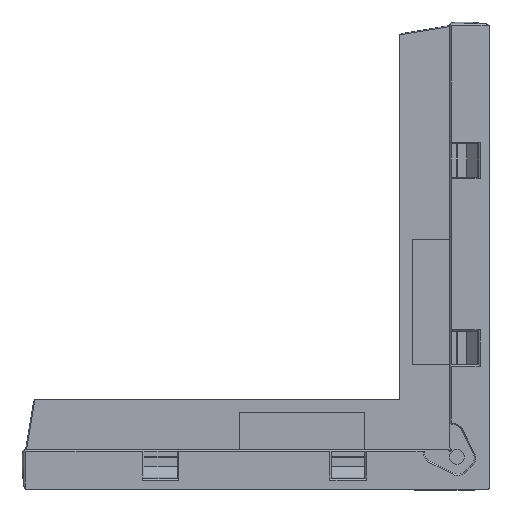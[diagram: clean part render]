
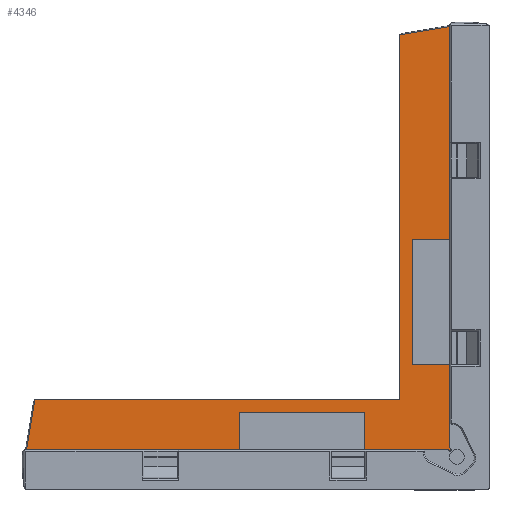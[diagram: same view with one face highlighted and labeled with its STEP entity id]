
A CAD part, top view. The second image highlights one B-rep face of the part: STEP entity #4346.
In plain terms, the highlighted planar face has unit normal (0, 0, 1).
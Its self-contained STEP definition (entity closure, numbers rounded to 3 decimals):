
#150=PLANE('',#4671);
#443=FACE_OUTER_BOUND('',#694,.T.);
#694=EDGE_LOOP('',(#3735,#3736,#3737,#3738,#3739,#3740,#3741,#3742,#3743,
#3744,#3745,#3746,#3747,#3748,#3749,#3750,#3751));
#1061=LINE('',#6790,#1554);
#1065=LINE('',#6798,#1558);
#1124=LINE('',#7116,#1617);
#1170=LINE('',#7402,#1663);
#1176=LINE('',#7413,#1669);
#1177=LINE('',#7415,#1670);
#1178=LINE('',#7416,#1671);
#1179=LINE('',#7424,#1672);
#1180=LINE('',#7426,#1673);
#1181=LINE('',#7428,#1674);
#1182=LINE('',#7430,#1675);
#1183=LINE('',#7431,#1676);
#1184=LINE('',#7433,#1677);
#1185=LINE('',#7434,#1678);
#1554=VECTOR('',#5383,10.);
#1558=VECTOR('',#5387,10.);
#1617=VECTOR('',#5508,10.);
#1663=VECTOR('',#5600,10.);
#1669=VECTOR('',#5610,10.);
#1670=VECTOR('',#5611,10.);
#1671=VECTOR('',#5612,10.);
#1672=VECTOR('',#5619,10.);
#1673=VECTOR('',#5620,10.);
#1674=VECTOR('',#5621,10.);
#1675=VECTOR('',#5622,10.);
#1676=VECTOR('',#5623,10.);
#1677=VECTOR('',#5624,10.);
#1678=VECTOR('',#5625,10.);
#1841=CIRCLE('',#4672,0.75);
#1842=CIRCLE('',#4673,0.3);
#1843=CIRCLE('',#4674,0.75);
#2074=VERTEX_POINT('',#6787);
#2075=VERTEX_POINT('',#6789);
#2078=VERTEX_POINT('',#6795);
#2079=VERTEX_POINT('',#6797);
#2129=VERTEX_POINT('',#7115);
#2167=VERTEX_POINT('',#7400);
#2168=VERTEX_POINT('',#7401);
#2171=VERTEX_POINT('',#7412);
#2172=VERTEX_POINT('',#7414);
#2173=VERTEX_POINT('',#7417);
#2174=VERTEX_POINT('',#7419);
#2175=VERTEX_POINT('',#7421);
#2176=VERTEX_POINT('',#7423);
#2177=VERTEX_POINT('',#7425);
#2178=VERTEX_POINT('',#7427);
#2179=VERTEX_POINT('',#7429);
#2180=VERTEX_POINT('',#7432);
#2579=EDGE_CURVE('',#2074,#2075,#1061,.T.);
#2583=EDGE_CURVE('',#2078,#2079,#1065,.T.);
#2665=EDGE_CURVE('',#2079,#2129,#1124,.T.);
#2731=EDGE_CURVE('',#2167,#2168,#1170,.T.);
#2737=EDGE_CURVE('',#2171,#2078,#1176,.T.);
#2738=EDGE_CURVE('',#2172,#2171,#1177,.T.);
#2739=EDGE_CURVE('',#2075,#2172,#1178,.T.);
#2740=EDGE_CURVE('',#2173,#2074,#1841,.T.);
#2741=EDGE_CURVE('',#2174,#2173,#1842,.T.);
#2742=EDGE_CURVE('',#2175,#2174,#1843,.T.);
#2743=EDGE_CURVE('',#2175,#2176,#1179,.T.);
#2744=EDGE_CURVE('',#2176,#2177,#1180,.T.);
#2745=EDGE_CURVE('',#2177,#2178,#1181,.T.);
#2746=EDGE_CURVE('',#2178,#2179,#1182,.T.);
#2747=EDGE_CURVE('',#2179,#2168,#1183,.T.);
#2748=EDGE_CURVE('',#2167,#2180,#1184,.T.);
#2749=EDGE_CURVE('',#2129,#2180,#1185,.T.);
#3735=ORIENTED_EDGE('',*,*,#2665,.F.);
#3736=ORIENTED_EDGE('',*,*,#2583,.F.);
#3737=ORIENTED_EDGE('',*,*,#2737,.F.);
#3738=ORIENTED_EDGE('',*,*,#2738,.F.);
#3739=ORIENTED_EDGE('',*,*,#2739,.F.);
#3740=ORIENTED_EDGE('',*,*,#2579,.F.);
#3741=ORIENTED_EDGE('',*,*,#2740,.F.);
#3742=ORIENTED_EDGE('',*,*,#2741,.F.);
#3743=ORIENTED_EDGE('',*,*,#2742,.F.);
#3744=ORIENTED_EDGE('',*,*,#2743,.T.);
#3745=ORIENTED_EDGE('',*,*,#2744,.T.);
#3746=ORIENTED_EDGE('',*,*,#2745,.T.);
#3747=ORIENTED_EDGE('',*,*,#2746,.T.);
#3748=ORIENTED_EDGE('',*,*,#2747,.T.);
#3749=ORIENTED_EDGE('',*,*,#2731,.F.);
#3750=ORIENTED_EDGE('',*,*,#2748,.T.);
#3751=ORIENTED_EDGE('',*,*,#2749,.F.);
#4346=ADVANCED_FACE('',(#443),#150,.T.);
#4671=AXIS2_PLACEMENT_3D('',#7411,#5608,#5609);
#4672=AXIS2_PLACEMENT_3D('',#7418,#5613,#5614);
#4673=AXIS2_PLACEMENT_3D('',#7420,#5615,#5616);
#4674=AXIS2_PLACEMENT_3D('',#7422,#5617,#5618);
#5383=DIRECTION('',(-1.,0.,0.));
#5387=DIRECTION('',(-1.,0.,0.));
#5508=DIRECTION('',(0.165,0.986,0.));
#5600=DIRECTION('',(0.986,0.165,0.));
#5608=DIRECTION('center_axis',(0.,0.,1.));
#5609=DIRECTION('ref_axis',(1.,0.,0.));
#5610=DIRECTION('',(0.,-1.,0.));
#5611=DIRECTION('',(-1.,0.,0.));
#5612=DIRECTION('',(0.,1.,0.));
#5613=DIRECTION('center_axis',(0.,0.,1.));
#5614=DIRECTION('ref_axis',(0.763,0.647,0.));
#5615=DIRECTION('center_axis',(0.,0.,-1.));
#5616=DIRECTION('ref_axis',(-0.763,-0.647,0.));
#5617=DIRECTION('center_axis',(0.,0.,1.));
#5618=DIRECTION('ref_axis',(-1.,0.,0.));
#5619=DIRECTION('',(0.,1.,0.));
#5620=DIRECTION('',(-1.,0.,0.));
#5621=DIRECTION('',(0.,1.,0.));
#5622=DIRECTION('',(1.,0.,0.));
#5623=DIRECTION('',(0.,1.,0.));
#5624=DIRECTION('',(0.,-1.,0.));
#5625=DIRECTION('',(1.,0.,0.));
#6787=CARTESIAN_POINT('',(241.47,-242.2,2.));
#6789=CARTESIAN_POINT('',(215.,-242.2,2.));
#6790=CARTESIAN_POINT('',(-121.1,-242.2,2.));
#6795=CARTESIAN_POINT('',(175.,-242.2,2.));
#6797=CARTESIAN_POINT('',(106.725,-242.2,2.));
#6798=CARTESIAN_POINT('',(-121.1,-242.2,2.));
#7115=CARTESIAN_POINT('',(109.403,-226.2,2.));
#7116=CARTESIAN_POINT('',(131.184,-96.087,2.));
#7400=CARTESIAN_POINT('',(226.2,-109.403,2.));
#7401=CARTESIAN_POINT('',(242.2,-106.725,2.));
#7402=CARTESIAN_POINT('',(232.697,-108.316,2.));
#7411=CARTESIAN_POINT('Origin',(240.6,0.,2.));
#7412=CARTESIAN_POINT('',(175.,-230.2,2.));
#7413=CARTESIAN_POINT('',(175.,-238.65,2.));
#7414=CARTESIAN_POINT('',(215.,-230.2,2.));
#7415=CARTESIAN_POINT('',(107.5,-230.2,2.));
#7416=CARTESIAN_POINT('',(215.,-238.65,2.));
#7417=CARTESIAN_POINT('',(242.042,-242.465,2.));
#7418=CARTESIAN_POINT('Origin',(241.47,-242.95,2.));
#7419=CARTESIAN_POINT('',(242.465,-242.042,2.));
#7420=CARTESIAN_POINT('Origin',(242.271,-242.271,2.));
#7421=CARTESIAN_POINT('',(242.2,-241.47,2.));
#7422=CARTESIAN_POINT('Origin',(242.95,-241.47,2.));
#7423=CARTESIAN_POINT('',(242.2,-215.,2.));
#7424=CARTESIAN_POINT('',(242.2,121.1,2.));
#7425=CARTESIAN_POINT('',(230.2,-215.,2.));
#7426=CARTESIAN_POINT('',(238.65,-215.,2.));
#7427=CARTESIAN_POINT('',(230.2,-175.,2.));
#7428=CARTESIAN_POINT('',(230.2,-107.5,2.));
#7429=CARTESIAN_POINT('',(242.2,-175.,2.));
#7430=CARTESIAN_POINT('',(238.65,-175.,2.));
#7431=CARTESIAN_POINT('',(242.2,121.1,2.));
#7432=CARTESIAN_POINT('',(226.2,-226.2,2.));
#7433=CARTESIAN_POINT('',(226.2,226.2,2.));
#7434=CARTESIAN_POINT('',(-226.2,-226.2,2.));
